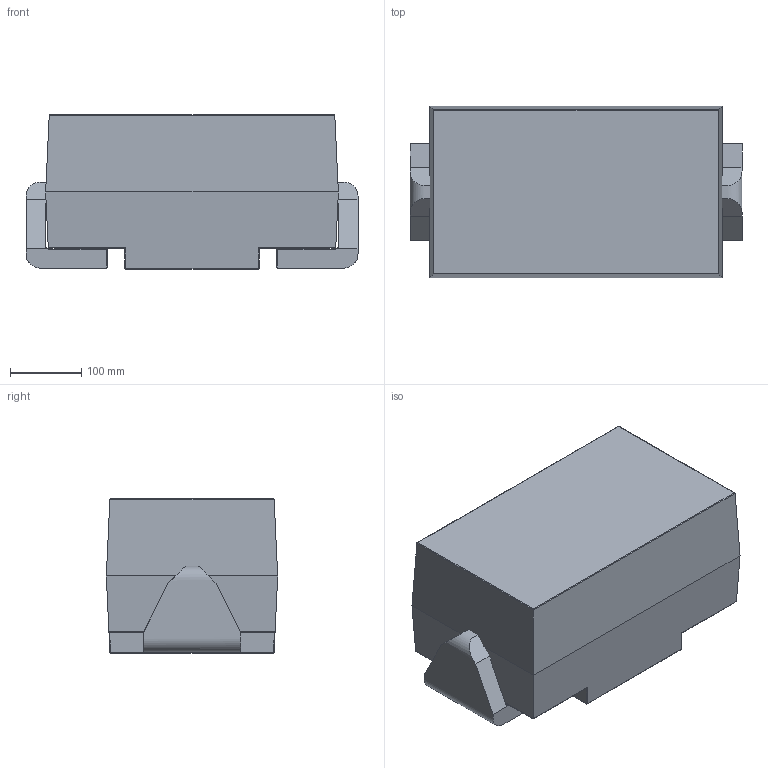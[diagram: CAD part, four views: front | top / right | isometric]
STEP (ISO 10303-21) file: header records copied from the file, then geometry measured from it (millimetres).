
FILE_DESCRIPTION(/* description */ (''),/* implementation_level */ '2;1');
FILE_NAME(/* name */ 'HSMA',/* time_stamp */ '2019-10-29T10:59:18+08:00',/* author */ (''),/* organization */ (''),/* preprocessor_version */ 'ST-DEVELOPER v10',/* originating_system */ '',/* authorisation */ '');
FILE_SCHEMA (('CONFIG_CONTROL_DESIGN'));
Length unit declared in the file: centimetre
Products named in the file (1): 1
Bounding box: 465.06 x 240 x 216.14 mm (x, y, z)
Volume: 20449572.3 mm3; surface area: 775130 mm2
Topology: 4 solids, 4 shells, 80 faces, 173 edges, 101 vertices
Faces by surface type: bspline 80
Entity records: 3173 total; most frequent: CARTESIAN_POINT 2114, ORIENTED_EDGE 340, EDGE_CURVE 170, VERTEX_POINT 98, ADVANCED_FACE 80, FACE_OUTER_BOUND 80, EDGE_LOOP 80, B_SPLINE_CURVE_WITH_KNOTS 79
